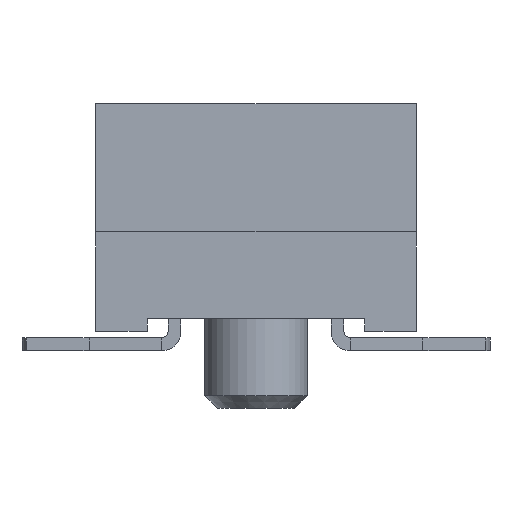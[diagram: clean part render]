
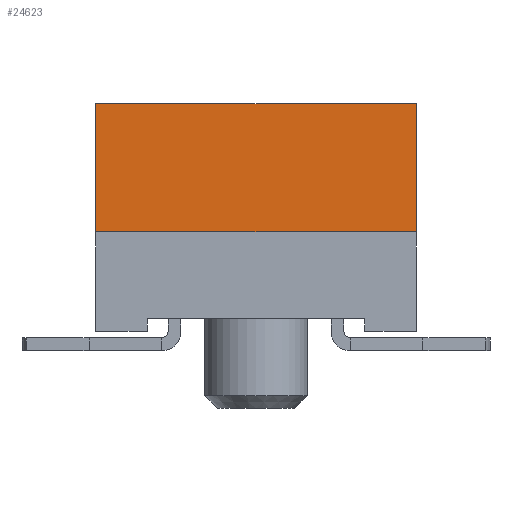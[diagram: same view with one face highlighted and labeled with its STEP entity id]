
A CAD part, front view. The second image highlights one B-rep face of the part: STEP entity #24623.
In plain terms, the highlighted planar face has unit normal (0, -1, 0).
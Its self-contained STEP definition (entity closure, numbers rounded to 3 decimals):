
#2291=FACE_OUTER_BOUND('',#3659,.T.);
#3659=EDGE_LOOP('',(#19751,#19752,#19753,#19754));
#5928=LINE('',#36198,#9088);
#6219=LINE('',#36780,#9379);
#6222=LINE('',#36786,#9382);
#6223=LINE('',#36787,#9383);
#9088=VECTOR('',#29797,10.);
#9379=VECTOR('',#30090,10.);
#9382=VECTOR('',#30095,10.);
#9383=VECTOR('',#30096,1.);
#11759=VERTEX_POINT('',#36194);
#11761=VERTEX_POINT('',#36197);
#12051=VERTEX_POINT('',#36779);
#12053=VERTEX_POINT('',#36785);
#14488=EDGE_CURVE('',#11761,#11759,#5928,.T.);
#14779=EDGE_CURVE('',#12051,#11761,#6219,.T.);
#14782=EDGE_CURVE('',#11759,#12053,#6222,.T.);
#14783=EDGE_CURVE('',#12051,#12053,#6223,.T.);
#19751=ORIENTED_EDGE('',*,*,#14488,.T.);
#19752=ORIENTED_EDGE('',*,*,#14782,.T.);
#19753=ORIENTED_EDGE('',*,*,#14783,.F.);
#19754=ORIENTED_EDGE('',*,*,#14779,.T.);
#23355=PLANE('',#26056);
#24623=ADVANCED_FACE('',(#2291),#23355,.F.);
#26056=AXIS2_PLACEMENT_3D('',#36784,#30093,#30094);
#29797=DIRECTION('',(1.,0.,0.));
#30090=DIRECTION('',(0.,0.,-1.));
#30093=DIRECTION('center_axis',(0.,1.,0.));
#30094=DIRECTION('ref_axis',(1.,0.,0.));
#30095=DIRECTION('',(0.,0.,1.));
#30096=DIRECTION('',(1.,0.,0.));
#36194=CARTESIAN_POINT('',(2.5,-15.24,1.85));
#36197=CARTESIAN_POINT('',(-2.5,-15.24,1.85));
#36198=CARTESIAN_POINT('',(-1.27,-15.24,1.85));
#36779=CARTESIAN_POINT('',(-2.5,-15.24,3.85));
#36780=CARTESIAN_POINT('',(-2.5,-15.24,-3.15));
#36784=CARTESIAN_POINT('Origin',(-2.54,-15.24,-3.15));
#36785=CARTESIAN_POINT('',(2.5,-15.24,3.85));
#36786=CARTESIAN_POINT('',(2.5,-15.24,-3.15));
#36787=CARTESIAN_POINT('',(-2.54,-15.24,3.85));
